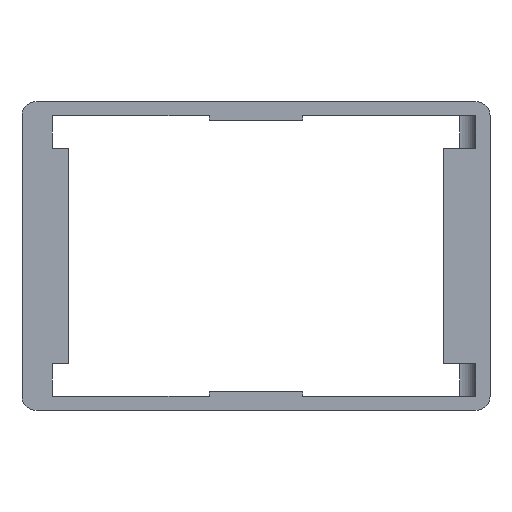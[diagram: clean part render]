
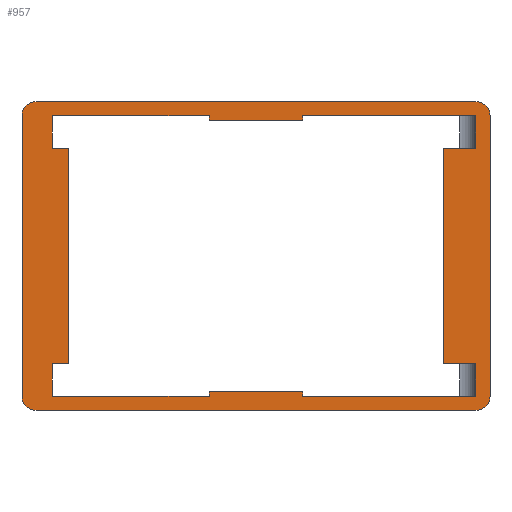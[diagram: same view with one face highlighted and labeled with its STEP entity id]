
A CAD part, front view. The second image highlights one B-rep face of the part: STEP entity #957.
In plain terms, the highlighted planar face has unit normal (0, -1, 0).
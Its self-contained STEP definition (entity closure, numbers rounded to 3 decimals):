
#35=FACE_BOUND('',#142,.T.);
#52=CIRCLE('',#1027,3.);
#55=CIRCLE('',#1032,3.);
#56=CIRCLE('',#1033,3.);
#57=CIRCLE('',#1034,3.);
#87=FACE_OUTER_BOUND('',#141,.T.);
#141=EDGE_LOOP('',(#717,#718,#719,#720,#721,#722,#723,#724));
#142=EDGE_LOOP('',(#725,#726,#727,#728,#729,#730,#731,#732,#733,#734,#735,
#736,#737,#738,#739,#740,#741,#742,#743,#744));
#192=LINE('',#1371,#302);
#196=LINE('',#1379,#306);
#208=LINE('',#1410,#318);
#210=LINE('',#1414,#320);
#212=LINE('',#1417,#322);
#213=LINE('',#1421,#323);
#218=LINE('',#1430,#328);
#219=LINE('',#1433,#329);
#224=LINE('',#1444,#334);
#225=LINE('',#1446,#335);
#231=LINE('',#1469,#341);
#234=LINE('',#1479,#344);
#235=LINE('',#1483,#345);
#236=LINE('',#1487,#346);
#237=LINE('',#1491,#347);
#238=LINE('',#1493,#348);
#239=LINE('',#1494,#349);
#240=LINE('',#1496,#350);
#241=LINE('',#1498,#351);
#242=LINE('',#1500,#352);
#243=LINE('',#1502,#353);
#244=LINE('',#1503,#354);
#245=LINE('',#1505,#355);
#246=LINE('',#1506,#356);
#302=VECTOR('',#1102,10.);
#306=VECTOR('',#1106,10.);
#318=VECTOR('',#1132,10.);
#320=VECTOR('',#1136,10.);
#322=VECTOR('',#1140,10.);
#323=VECTOR('',#1143,10.);
#328=VECTOR('',#1150,10.);
#329=VECTOR('',#1153,10.);
#334=VECTOR('',#1162,10.);
#335=VECTOR('',#1163,10.);
#341=VECTOR('',#1183,10.);
#344=VECTOR('',#1192,10.);
#345=VECTOR('',#1195,10.);
#346=VECTOR('',#1198,10.);
#347=VECTOR('',#1201,10.);
#348=VECTOR('',#1202,10.);
#349=VECTOR('',#1203,10.);
#350=VECTOR('',#1204,10.);
#351=VECTOR('',#1205,10.);
#352=VECTOR('',#1206,10.);
#353=VECTOR('',#1207,10.);
#354=VECTOR('',#1208,10.);
#355=VECTOR('',#1209,10.);
#356=VECTOR('',#1210,10.);
#410=VERTEX_POINT('',#1368);
#411=VERTEX_POINT('',#1370);
#414=VERTEX_POINT('',#1376);
#415=VERTEX_POINT('',#1378);
#427=VERTEX_POINT('',#1409);
#428=VERTEX_POINT('',#1413);
#429=VERTEX_POINT('',#1419);
#430=VERTEX_POINT('',#1420);
#433=VERTEX_POINT('',#1428);
#434=VERTEX_POINT('',#1432);
#438=VERTEX_POINT('',#1442);
#439=VERTEX_POINT('',#1445);
#447=VERTEX_POINT('',#1462);
#448=VERTEX_POINT('',#1464);
#449=VERTEX_POINT('',#1468);
#453=VERTEX_POINT('',#1478);
#454=VERTEX_POINT('',#1480);
#455=VERTEX_POINT('',#1482);
#456=VERTEX_POINT('',#1484);
#457=VERTEX_POINT('',#1486);
#458=VERTEX_POINT('',#1489);
#459=VERTEX_POINT('',#1490);
#460=VERTEX_POINT('',#1492);
#461=VERTEX_POINT('',#1495);
#462=VERTEX_POINT('',#1497);
#463=VERTEX_POINT('',#1499);
#464=VERTEX_POINT('',#1501);
#465=VERTEX_POINT('',#1504);
#505=EDGE_CURVE('',#411,#410,#192,.T.);
#509=EDGE_CURVE('',#415,#414,#196,.T.);
#524=EDGE_CURVE('',#411,#427,#208,.T.);
#526=EDGE_CURVE('',#427,#428,#210,.T.);
#528=EDGE_CURVE('',#428,#414,#212,.T.);
#529=EDGE_CURVE('',#429,#430,#213,.T.);
#534=EDGE_CURVE('',#429,#433,#218,.T.);
#535=EDGE_CURVE('',#434,#433,#219,.T.);
#541=EDGE_CURVE('',#434,#438,#224,.T.);
#542=EDGE_CURVE('',#439,#430,#225,.T.);
#551=EDGE_CURVE('',#447,#448,#52,.T.);
#553=EDGE_CURVE('',#449,#448,#231,.T.);
#558=EDGE_CURVE('',#447,#453,#234,.T.);
#559=EDGE_CURVE('',#454,#453,#55,.T.);
#560=EDGE_CURVE('',#454,#455,#235,.T.);
#561=EDGE_CURVE('',#456,#455,#56,.T.);
#562=EDGE_CURVE('',#456,#457,#236,.T.);
#563=EDGE_CURVE('',#449,#457,#57,.T.);
#564=EDGE_CURVE('',#458,#459,#237,.T.);
#565=EDGE_CURVE('',#459,#460,#238,.T.);
#566=EDGE_CURVE('',#460,#415,#239,.T.);
#567=EDGE_CURVE('',#461,#410,#240,.T.);
#568=EDGE_CURVE('',#461,#462,#241,.T.);
#569=EDGE_CURVE('',#462,#463,#242,.T.);
#570=EDGE_CURVE('',#463,#464,#243,.T.);
#571=EDGE_CURVE('',#439,#464,#244,.T.);
#572=EDGE_CURVE('',#438,#465,#245,.T.);
#573=EDGE_CURVE('',#465,#458,#246,.T.);
#717=ORIENTED_EDGE('',*,*,#551,.F.);
#718=ORIENTED_EDGE('',*,*,#558,.T.);
#719=ORIENTED_EDGE('',*,*,#559,.F.);
#720=ORIENTED_EDGE('',*,*,#560,.T.);
#721=ORIENTED_EDGE('',*,*,#561,.F.);
#722=ORIENTED_EDGE('',*,*,#562,.T.);
#723=ORIENTED_EDGE('',*,*,#563,.F.);
#724=ORIENTED_EDGE('',*,*,#553,.T.);
#725=ORIENTED_EDGE('',*,*,#564,.T.);
#726=ORIENTED_EDGE('',*,*,#565,.T.);
#727=ORIENTED_EDGE('',*,*,#566,.T.);
#728=ORIENTED_EDGE('',*,*,#509,.T.);
#729=ORIENTED_EDGE('',*,*,#528,.F.);
#730=ORIENTED_EDGE('',*,*,#526,.F.);
#731=ORIENTED_EDGE('',*,*,#524,.F.);
#732=ORIENTED_EDGE('',*,*,#505,.T.);
#733=ORIENTED_EDGE('',*,*,#567,.F.);
#734=ORIENTED_EDGE('',*,*,#568,.T.);
#735=ORIENTED_EDGE('',*,*,#569,.T.);
#736=ORIENTED_EDGE('',*,*,#570,.T.);
#737=ORIENTED_EDGE('',*,*,#571,.F.);
#738=ORIENTED_EDGE('',*,*,#542,.T.);
#739=ORIENTED_EDGE('',*,*,#529,.F.);
#740=ORIENTED_EDGE('',*,*,#534,.T.);
#741=ORIENTED_EDGE('',*,*,#535,.F.);
#742=ORIENTED_EDGE('',*,*,#541,.T.);
#743=ORIENTED_EDGE('',*,*,#572,.T.);
#744=ORIENTED_EDGE('',*,*,#573,.T.);
#922=PLANE('',#1031);
#957=ADVANCED_FACE('',(#87,#35),#922,.T.);
#1027=AXIS2_PLACEMENT_3D('',#1465,#1178,#1179);
#1031=AXIS2_PLACEMENT_3D('',#1477,#1190,#1191);
#1032=AXIS2_PLACEMENT_3D('',#1481,#1193,#1194);
#1033=AXIS2_PLACEMENT_3D('',#1485,#1196,#1197);
#1034=AXIS2_PLACEMENT_3D('',#1488,#1199,#1200);
#1102=DIRECTION('',(-1.,0.,0.));
#1106=DIRECTION('',(-1.,0.,0.));
#1132=DIRECTION('',(0.,0.,1.));
#1136=DIRECTION('',(1.,0.,0.));
#1140=DIRECTION('',(0.,0.,-1.));
#1143=DIRECTION('',(0.,0.,1.));
#1150=DIRECTION('',(1.,0.,0.));
#1153=DIRECTION('',(0.,0.,-1.));
#1162=DIRECTION('',(1.,0.,0.));
#1163=DIRECTION('',(1.,0.,0.));
#1178=DIRECTION('center_axis',(0.,1.,0.));
#1179=DIRECTION('ref_axis',(0.707,0.,-0.707));
#1183=DIRECTION('',(1.,0.,0.));
#1190=DIRECTION('center_axis',(0.,-1.,0.));
#1191=DIRECTION('ref_axis',(0.,0.,-1.));
#1192=DIRECTION('',(0.,0.,1.));
#1193=DIRECTION('center_axis',(0.,1.,0.));
#1194=DIRECTION('ref_axis',(0.707,0.,0.707));
#1195=DIRECTION('',(-1.,0.,0.));
#1196=DIRECTION('center_axis',(0.,1.,0.));
#1197=DIRECTION('ref_axis',(-0.707,0.,0.707));
#1198=DIRECTION('',(0.,0.,-1.));
#1199=DIRECTION('center_axis',(0.,1.,0.));
#1200=DIRECTION('ref_axis',(-0.707,0.,-0.707));
#1201=DIRECTION('',(0.,0.,-1.));
#1202=DIRECTION('',(1.,0.,0.));
#1203=DIRECTION('',(0.,0.,-1.));
#1204=DIRECTION('',(0.,0.,-1.));
#1205=DIRECTION('',(1.,0.,0.));
#1206=DIRECTION('',(0.,0.,1.));
#1207=DIRECTION('',(-1.,0.,0.));
#1208=DIRECTION('',(0.,0.,-1.));
#1209=DIRECTION('',(0.,0.,-1.));
#1210=DIRECTION('',(-1.,0.,0.));
#1368=CARTESIAN_POINT('',(-43.5,-4.,-30.));
#1370=CARTESIAN_POINT('',(-10.,-4.,-30.));
#1371=CARTESIAN_POINT('',(47.,-4.,-30.));
#1376=CARTESIAN_POINT('',(10.,-4.,-30.));
#1378=CARTESIAN_POINT('',(47.,-4.,-30.));
#1379=CARTESIAN_POINT('',(47.,-4.,-30.));
#1409=CARTESIAN_POINT('',(-10.,-4.,-29.));
#1410=CARTESIAN_POINT('',(-10.,-4.,-30.));
#1413=CARTESIAN_POINT('',(10.,-4.,-29.));
#1414=CARTESIAN_POINT('',(0.,-4.,-29.));
#1417=CARTESIAN_POINT('',(10.,-4.,-30.));
#1419=CARTESIAN_POINT('',(-10.,-4.,29.));
#1420=CARTESIAN_POINT('',(-10.,-4.,30.));
#1421=CARTESIAN_POINT('',(-10.,-4.,30.));
#1428=CARTESIAN_POINT('',(10.,-4.,29.));
#1430=CARTESIAN_POINT('',(0.,-4.,29.));
#1432=CARTESIAN_POINT('',(10.,-4.,30.));
#1433=CARTESIAN_POINT('',(10.,-4.,30.));
#1442=CARTESIAN_POINT('',(47.,-4.,30.));
#1444=CARTESIAN_POINT('',(-47.,-4.,30.));
#1445=CARTESIAN_POINT('',(-43.5,-4.,30.));
#1446=CARTESIAN_POINT('',(-47.,-4.,30.));
#1462=CARTESIAN_POINT('',(50.,-4.,-30.));
#1464=CARTESIAN_POINT('',(47.,-4.,-33.));
#1465=CARTESIAN_POINT('Origin',(47.,-4.,-30.));
#1468=CARTESIAN_POINT('',(-47.,-4.,-33.));
#1469=CARTESIAN_POINT('',(50.,-4.,-33.));
#1477=CARTESIAN_POINT('Origin',(0.,-4.,0.));
#1478=CARTESIAN_POINT('',(50.,-4.,30.));
#1479=CARTESIAN_POINT('',(50.,-4.,33.));
#1480=CARTESIAN_POINT('',(47.,-4.,33.));
#1481=CARTESIAN_POINT('Origin',(47.,-4.,30.));
#1482=CARTESIAN_POINT('',(-47.,-4.,33.));
#1483=CARTESIAN_POINT('',(-50.,-4.,33.));
#1484=CARTESIAN_POINT('',(-50.,-4.,30.));
#1485=CARTESIAN_POINT('Origin',(-47.,-4.,30.));
#1486=CARTESIAN_POINT('',(-50.,-4.,-30.));
#1487=CARTESIAN_POINT('',(-50.,-4.,-33.));
#1488=CARTESIAN_POINT('Origin',(-47.,-4.,-30.));
#1489=CARTESIAN_POINT('',(40.,-4.,23.));
#1490=CARTESIAN_POINT('',(40.,-4.,-23.));
#1491=CARTESIAN_POINT('',(40.,-4.,0.));
#1492=CARTESIAN_POINT('',(47.,-4.,-23.));
#1493=CARTESIAN_POINT('',(40.,-4.,-23.));
#1494=CARTESIAN_POINT('',(47.,-4.,-23.));
#1495=CARTESIAN_POINT('',(-43.5,-4.,-23.));
#1496=CARTESIAN_POINT('',(-43.5,-4.,30.));
#1497=CARTESIAN_POINT('',(-40.,-4.,-23.));
#1498=CARTESIAN_POINT('',(-40.,-4.,-23.));
#1499=CARTESIAN_POINT('',(-40.,-4.,23.));
#1500=CARTESIAN_POINT('',(-40.,-4.,0.));
#1501=CARTESIAN_POINT('',(-43.5,-4.,23.));
#1502=CARTESIAN_POINT('',(-40.,-4.,23.));
#1503=CARTESIAN_POINT('',(-43.5,-4.,30.));
#1504=CARTESIAN_POINT('',(47.,-4.,23.));
#1505=CARTESIAN_POINT('',(47.,-4.,23.));
#1506=CARTESIAN_POINT('',(40.,-4.,23.));
